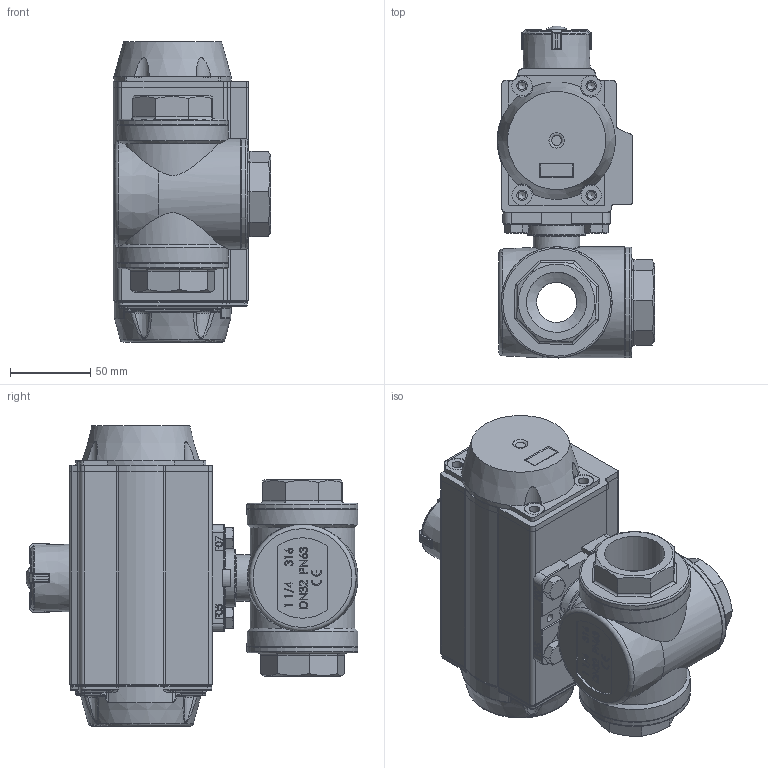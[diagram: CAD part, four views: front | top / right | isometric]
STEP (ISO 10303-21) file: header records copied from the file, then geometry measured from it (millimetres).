
FILE_DESCRIPTION(/* description */ ('Unknown'),/* implementation_level */ '2;1');
FILE_NAME(/* name */ 'PD03 9338_9339-07',/* time_stamp */ '2025-03-25T12:27:32+01:00',/* author */ ('Unknown'),/* organization */ ('Unknown'),/* preprocessor_version */ 'ST-DEVELOPER v19.4',/* originating_system */ 'Solid Edge',/* authorisation */ 'Unknown');
FILE_SCHEMA (('AUTOMOTIVE_DESIGN {1 0 10303 214 3 1 1}'));
Length unit declared in the file: millimetre
Products named in the file (20): PD03 9338_9339-07; 9338-07; M-DN32; G(J)-DN32; FG-DN32; FS-DN32; PD-DN32; (J)-DN32; FGM-DN32; DIN 933 M8x22 A2-70 BLK_EDST; PD03_PE02; vt65-2016-06-25; Optische Anzeige; ______; ________(___________; cup head nib bolts with large head gb_GB_FASTENER_BOLT_CHNBW M6X25-N; ____65______ ______; VT65_____________MIR; zhou65; VTE65____
Assembly tree (30 placements, depth 4):
  PD03 9338_9339-07
    9338-07
      M-DN32  x3
      G(J)-DN32  x3
      FG-DN32
      FS-DN32
      PD-DN32
      (J)-DN32
      FGM-DN32
    DIN 933 M8x22 A2-70 BLK_EDST  x4
    PD03_PE02
      vt65-2016-06-25
      Optische Anzeige
        ______
        ________(___________  x4
        cup head nib bolts with large head gb_GB_FASTENER_BOLT_CHNBW M6X25-N
      ____65______ ______  x2
      VT65_____________MIR
      zhou65
      VTE65____
Bounding box: 97.89 x 206.31 x 186.5 mm (x, y, z)
Volume: 1002715.3 mm3; surface area: 327250.8 mm2
Topology: 27 solids, 27 shells, 2739 faces, 6837 edges, 4266 vertices
Faces by surface type: plane 954, cylinder 792, bspline 514, torus 282, cone 164, sphere 33
Full cylindrical faces by diameter (mm): 3 x16, 3.3 x8, 4.134 x8, 4.66 x1, 4.917 x15, 5 x2, 6 x1, 6.2 x1, 6.5 x4, 6.647 x4, 8 x4, 10 x8, 11 x1, 11.4 x1, 11.445 x2, 12 x1, 12.5 x2, 12.9 x1, 13 x6, 13.4 x1, 14 x5, 15 x1, 16.2 x18, 16.5 x1, 17 x2, 18 x2, 18.1 x1, 18.5 x1, 20 x2, 22.5 x2
Entity records: 81626 total; most frequent: CARTESIAN_POINT 36125, ORIENTED_EDGE 9682, DIRECTION 8218, EDGE_CURVE 4841, VERTEX_POINT 3240, AXIS2_PLACEMENT_3D 3093, FACE_BOUND 2563, EDGE_LOOP 2543
